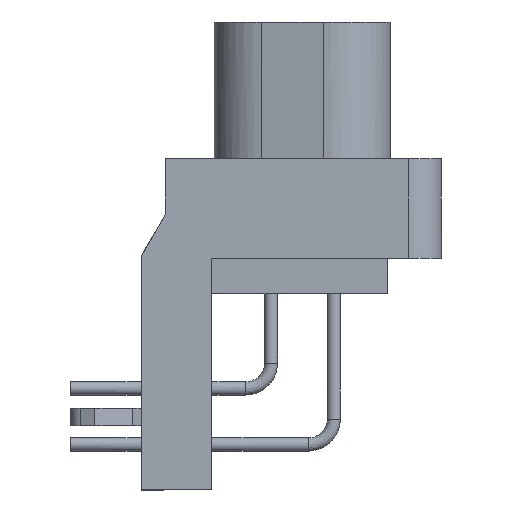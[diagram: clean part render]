
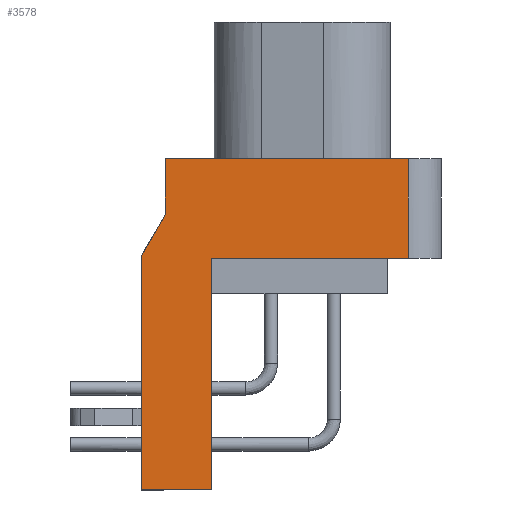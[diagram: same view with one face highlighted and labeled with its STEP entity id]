
A CAD part, left-side view. The second image highlights one B-rep face of the part: STEP entity #3578.
In plain terms, the highlighted free-form (B-spline) face has degree [1, 1] with [2, 2] control points.
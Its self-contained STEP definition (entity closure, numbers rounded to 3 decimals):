
#3305=CARTESIAN_POINT('V1',(-26.6,3.8,
   -14.5));
#3306=VERTEX_POINT('V1',#3305);
#3312=CARTESIAN_POINT('V3',(-26.6,3.8,
   -3.905));
#3313=VERTEX_POINT('V3',#3312);
#3314=CARTESIAN_POINT('E2',(-26.6,3.8,
   -3.905));
#3315=CARTESIAN_POINT('E2',(-26.6,3.8,
   -14.5));
#3316=QUASI_UNIFORM_CURVE('E2',1,(#3314,#3315),.POLYLINE_FORM.,.F.,
   .U.);
#3317=EDGE_CURVE('E2',#3313,#3306,#3316,.T.);
#3359=CARTESIAN_POINT('V29',(-26.6,0.6,
   -14.5));
#3360=VERTEX_POINT('V29',#3359);
#3368=CARTESIAN_POINT('E152',(-26.6,3.8,
   -14.5));
#3369=CARTESIAN_POINT('E152',(-26.6,0.6,
   -14.5));
#3370=QUASI_UNIFORM_CURVE('E152',1,(#3368,#3369),.POLYLINE_FORM.,.F.,
   .U.);
#3371=EDGE_CURVE('E152',#3306,#3360,#3370,.T.);
#3421=CARTESIAN_POINT('V40',(-26.6,0.6,
   -4.0));
#3422=VERTEX_POINT('V40',#3421);
#3428=CARTESIAN_POINT('E40',(-26.6,0.6,
   -14.5));
#3429=CARTESIAN_POINT('E40',(-26.6,0.6,
   -4.0));
#3430=QUASI_UNIFORM_CURVE('E40',1,(#3428,#3429),.POLYLINE_FORM.,.F.,
   .U.);
#3431=EDGE_CURVE('E40',#3360,#3422,#3430,.T.);
#3494=CARTESIAN_POINT('V107',(-26.6,2.7,
   -2.0));
#3495=VERTEX_POINT('V107',#3494);
#3496=CARTESIAN_POINT('E151',(-26.6,2.7,
   -2.0));
#3497=CARTESIAN_POINT('E151',(-26.6,3.8,
   -3.905));
#3498=QUASI_UNIFORM_CURVE('E151',1,(#3496,#3497),.POLYLINE_FORM.,.F.,
   .U.);
#3499=EDGE_CURVE('E151',#3495,#3313,#3498,.T.);
#3524=CARTESIAN_POINT('V108',(-26.6,2.7,
   0.5));
#3525=VERTEX_POINT('V108',#3524);
#3526=CARTESIAN_POINT('E145',(-26.6,2.7,
   -2.0));
#3527=CARTESIAN_POINT('E145',(-26.6,2.7,
   0.5));
#3528=QUASI_UNIFORM_CURVE('E145',1,(#3526,#3527),.POLYLINE_FORM.,.F.,
   .U.);
#3529=EDGE_CURVE('E145',#3495,#3525,#3528,.T.);
#3547=CARTESIAN_POINT('F50',(-26.6,4.58,
   -15.325));
#3548=CARTESIAN_POINT('F50',(-26.6,-10.58,
   -15.325));
#3549=CARTESIAN_POINT('F50',(-26.6,4.58,
   0.825));
#3550=CARTESIAN_POINT('F50',(-26.6,-10.58,
   0.825));
#3551=QUASI_UNIFORM_SURFACE('F50',1,1,((#3547,#3549),(#3548,#3550))
,.PLANE_SURF.,.F.,.F.,.U.);
#3552=CARTESIAN_POINT('V111',(-26.6,-8.3,
   0.5));
#3553=VERTEX_POINT('V111',#3552);
#3554=CARTESIAN_POINT('V112',(-26.6,-8.3,
   -4.0));
#3555=VERTEX_POINT('V112',#3554);
#3556=CARTESIAN_POINT('E149',(-26.6,-8.3,
   0.5));
#3557=CARTESIAN_POINT('E149',(-26.6,-8.3,
   -4.0));
#3558=QUASI_UNIFORM_CURVE('E149',1,(#3556,#3557),.POLYLINE_FORM.,.F.,
   .U.);
#3559=EDGE_CURVE('E149',#3553,#3555,#3558,.T.);
#3560=ORIENTED_EDGE('E149',*,*,#3559,.F.);
#3561=CARTESIAN_POINT('E150',(-26.6,-8.3,
   0.5));
#3562=CARTESIAN_POINT('E150',(-26.6,2.7,
   0.5));
#3563=B_SPLINE_CURVE_WITH_KNOTS('E150',1,(#3561,#3562),
   .POLYLINE_FORM.,.F.,.U.,(2,2),(0.0,22.0),.UNSPECIFIED.);
#3564=EDGE_CURVE('E150',#3553,#3525,#3563,.T.);
#3565=ORIENTED_EDGE('E150',*,*,#3564,.T.);
#3566=ORIENTED_EDGE('E145',*,*,#3529,.F.);
#3567=ORIENTED_EDGE('E151',*,*,#3499,.T.);
#3568=ORIENTED_EDGE('E2',*,*,#3317,.T.);
#3569=ORIENTED_EDGE('E152',*,*,#3371,.T.);
#3570=ORIENTED_EDGE('F3',*,*,#3431,.T.);
#3571=CARTESIAN_POINT('E153',(-26.6,0.6,
   -4.0));
#3572=CARTESIAN_POINT('E153',(-26.6,-8.3,
   -4.0));
#3573=B_SPLINE_CURVE_WITH_KNOTS('E153',1,(#3571,#3572),
   .POLYLINE_FORM.,.F.,.U.,(2,2),(0.144,1.0),
   .UNSPECIFIED.);
#3574=EDGE_CURVE('E153',#3422,#3555,#3573,.T.);
#3575=ORIENTED_EDGE('E153',*,*,#3574,.T.);
#3576=EDGE_LOOP('F50',(#3560,#3565,#3566,#3567,#3568,#3569,#3570,
   #3575));
#3577=FACE_OUTER_BOUND('F50',#3576,.T.);
#3578=ADVANCED_FACE('F50',(#3577),#3551,.T.);
